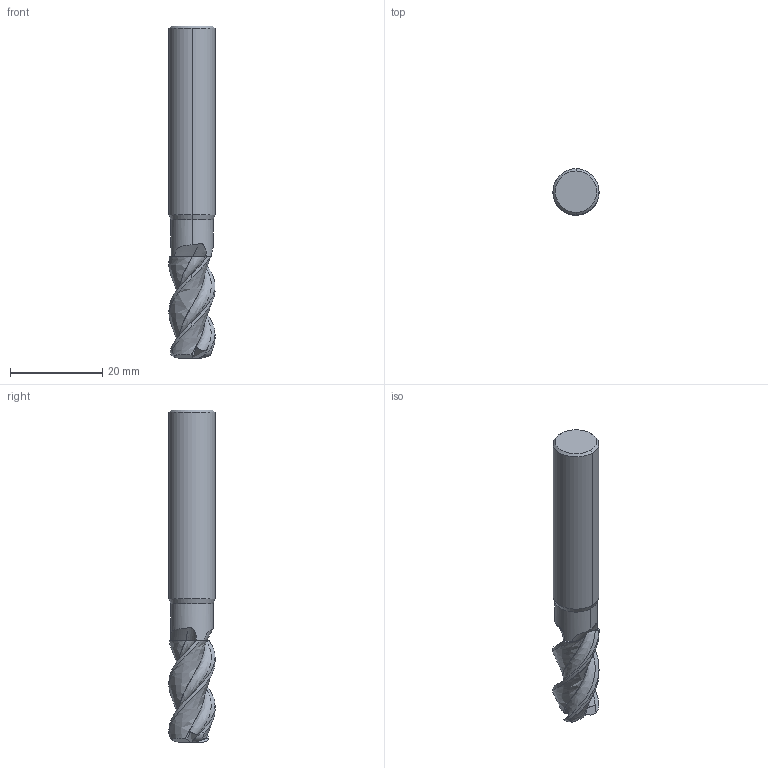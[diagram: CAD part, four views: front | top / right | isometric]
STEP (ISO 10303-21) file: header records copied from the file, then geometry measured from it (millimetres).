
FILE_DESCRIPTION(('no description'),'unknown implementation level');
FILE_NAME('EXN1-M06-0003-10_2-Detail.stp',' ',('CIMSOURCE GmbH'),('CADClick - KiM GmbH - www.kimweb.de'),'unknown preprocess','ACIS','unknown authorization');
FILE_SCHEMA(('automotive_design'));
Length unit declared in the file: millimetre
Products named in the file (2): NOCUT; CUT
Bounding box: 10 x 10 x 72 mm (x, y, z)
Volume: 4707.1 mm3; surface area: 2458.2 mm2
Topology: 2 solids, 2 shells, 82 faces, 224 edges, 142 vertices
Faces by surface type: plane 25, bspline 24, cone 15, revolution 9, torus 5, cylinder 4
Entity records: 14612 total; most frequent: CARTESIAN_POINT 10339, STYLED_ITEM 446, PRESENTATION_STYLE_ASSIGNMENT 446, COLOUR_RGB 446, ORIENTED_EDGE 440, DIRECTION 252, EDGE_CURVE 220, CURVE_STYLE 220
